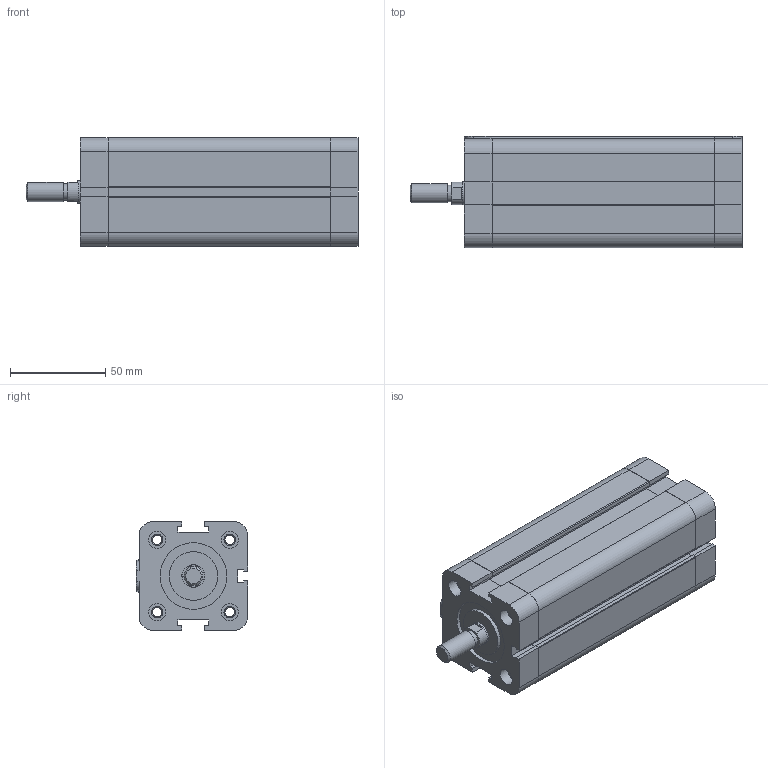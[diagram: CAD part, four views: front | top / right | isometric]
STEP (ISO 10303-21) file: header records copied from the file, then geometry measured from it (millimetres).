
FILE_DESCRIPTION( ( 'STEP AP214' ), '1' );
FILE_NAME( '1561.40.100.02.1 (0).stp', '2021-12-24T12:41:55', ( 'License CC BY-ND 4.0' ), ( 'CADENAS' ), ' ', 'PARTsolutions', ' ' );
FILE_SCHEMA( ( 'AUTOMOTIVE_DESIGN { 1 0 10303 214 1 1 1 1 }' ) );
Length unit declared in the file: millimetre
Products named in the file (6): 1561.40.100.02.1 (0); _1561.40.100.02.1 (.0) 100 0  _dummy; _40-testata_ant 1 6; _40-camicia6110002; _40-testata_post 1 6; _40-stelo 100 0 02 1 02 0 100
Assembly tree (5 placements, depth 2):
  1561.40.100.02.1 (0)
    _1561.40.100.02.1 (.0) 100 0  _dummy
    _40-testata_ant 1 6
    _40-camicia6110002
    _40-testata_post 1 6
    _40-stelo 100 0 02 1 02 0 100
Bounding box: 174 x 58.5 x 57 mm (x, y, z)
Volume: 237439.5 mm3; surface area: 110814.4 mm2
Topology: 4 solids, 4 shells, 265 faces, 715 edges, 477 vertices
Faces by surface type: plane 150, cylinder 104, cone 11
Full cylindrical faces by diameter (mm): 4.5 x1, 4.917 x8, 8.566 x2, 8.8 x1, 9 x8, 10 x1, 11.7 x1, 12 x1, 12.1 x1, 25.5 x2, 35 x2, 40 x2
Entity records: 10346 total; most frequent: DIRECTION 1428, CARTESIAN_POINT 1402, ORIENTED_EDGE 1328, EDGE_CURVE 664, AXIS2_PLACEMENT_3D 493, VERTEX_POINT 466, LINE 442, VECTOR 442
